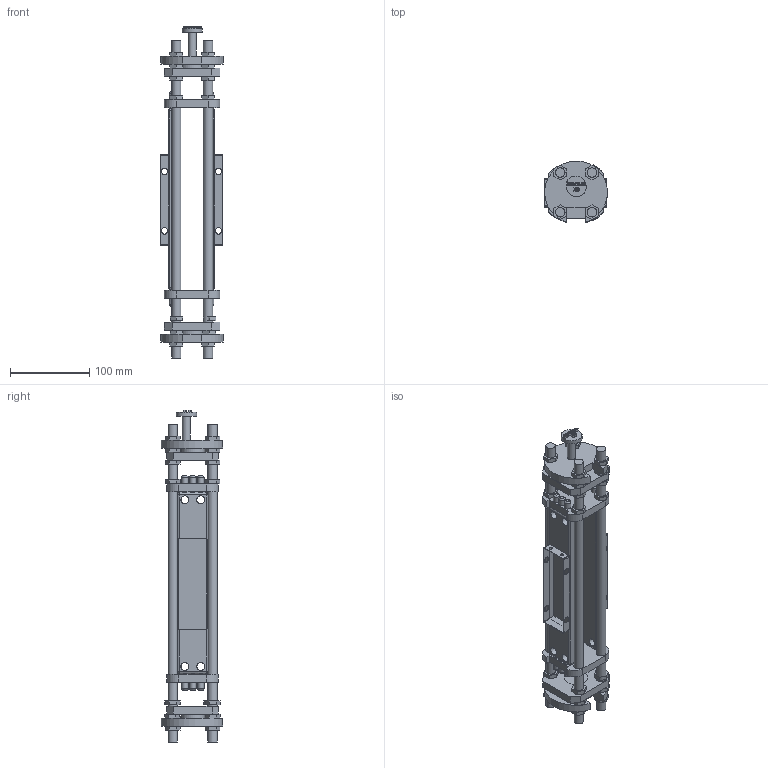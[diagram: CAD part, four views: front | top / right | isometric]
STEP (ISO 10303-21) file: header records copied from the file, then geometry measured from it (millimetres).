
FILE_DESCRIPTION(/* description */ (''),/* implementation_level */ '2;1');
FILE_NAME(/* name */ 'nakuja_avionicsbay_assemblyv2 v7.step',/* time_stamp */ '2023-02-07T13:20:53+03:00',/* author */ (''),/* organization */ (''),/* preprocessor_version */ 'ST-DEVELOPER v19',/* originating_system */ 'Autodesk Translation Framework v11.7.0.108',/* authorisation */ '');
FILE_SCHEMA (('AUTOMOTIVE_DESIGN { 1 0 10303 214 3 1 1 }'));
Length unit declared in the file: millimetre
Products named in the file (11): assemblyv2; Holder Avionics Bay; holder_rod; Holder Avionics Bay v5(Mirror); bottom compartment; Bottom coupler; bottom compartment v11(Mirror); Bottom coupler v4(Mirror); Ebay; Holder; holder_nut
Assembly tree (41 placements, depth 2):
  assemblyv2
    Holder Avionics Bay
    holder_rod  x4
    Holder Avionics Bay v5(Mirror)
    bottom compartment
    Bottom coupler
    bottom compartment v11(Mirror)
    Bottom coupler v4(Mirror)
    Ebay  x2
    Holder
    holder_nut  x28
Bounding box: 79.13 x 77.11 x 418 mm (x, y, z)
Volume: 540435.7 mm3; surface area: 223631.2 mm2
Topology: 40 solids, 40 shells, 1082 faces, 3007 edges, 1961 vertices
Faces by surface type: plane 661, bspline 274, cylinder 147
Full cylindrical faces by diameter (mm): 4 x4, 8 x32, 10 x9, 11.8 x4, 12 x24, 12.023 x28, 30 x4
Entity records: 27659 total; most frequent: CARTESIAN_POINT 9121, ORIENTED_EDGE 4214, DIRECTION 2879, EDGE_CURVE 2107, VERTEX_POINT 1399, LINE 1389, VECTOR 1389, EDGE_LOOP 872
